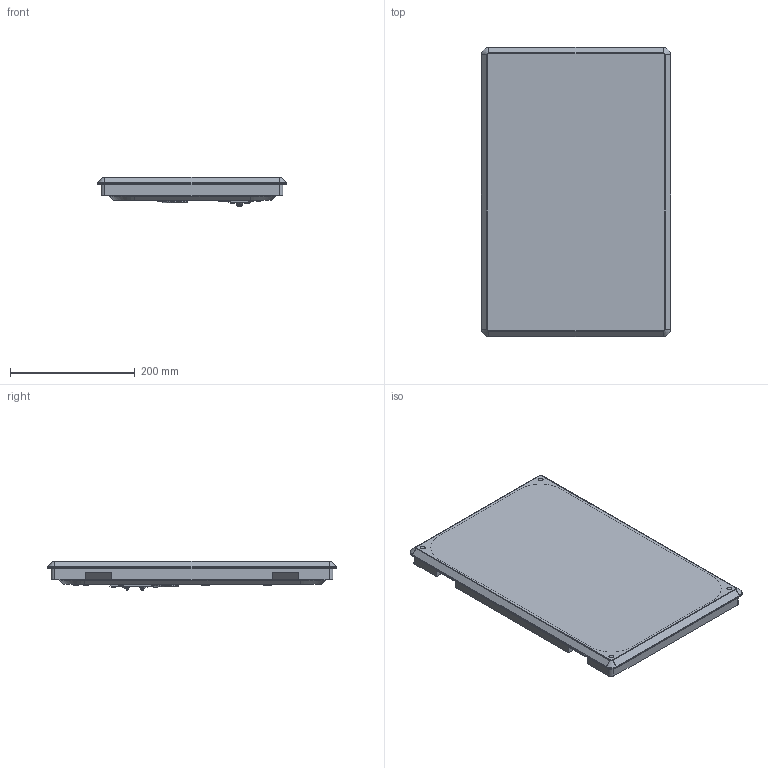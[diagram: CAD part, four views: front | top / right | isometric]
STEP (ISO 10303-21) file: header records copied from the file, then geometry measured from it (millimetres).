
FILE_DESCRIPTION (( 'STEP AP214' ), '1' );
FILE_NAME ('AGILERA PS.STEP', '2024-08-14T06:56:11', ( '' ), ( '' ), 'SwSTEP 2.0', 'SolidWorks 2024', '' );
FILE_SCHEMA (( 'AUTOMOTIVE_DESIGN' ));
Length unit declared in the file: millimetre
Products named in the file (15): задник; мембрана; винт мебельный 6_25; резьбовая вставка; Терминал WTB-O60N; Крышка Коннектора; ткань; AGILERA PS; hex tapping screws_iso_Tapping Screw ISO 14585 - ST3.5 x 9.5-C-N; 1Экс Низ.; гриль; кольцо стеклотекст; hex socket head screws_iso_ISO 14586 - ST3.5 x 22-C-N; корпус мембраны; резьбовая заклепка
Assembly tree (43 placements, depth 2):
  AGILERA PS
    задник
    корпус мембраны
    мембрана
    Крышка Коннектора
    1Экс Низ.
    Терминал WTB-O60N
    резьбовая заклепка  x4
    hex tapping screws_iso_Tapping Screw ISO 14585 - ST3.5 x 9.5-C-N  x18
    кольцо стеклотекст
    hex socket head screws_iso_ISO 14586 - ST3.5 x 22-C-N  x4
    гриль
    резьбовая вставка  x4
    ткань
    винт мебельный 6_25  x4
Bounding box: 303 x 463 x 47.49 mm (x, y, z)
Volume: 1827347.7 mm3; surface area: 1162433.3 mm2
Topology: 44 solids, 45 shells, 1840 faces, 4208 edges, 2519 vertices
Faces by surface type: plane 771, cylinder 606, cone 283, torus 100, bspline 44, sphere 36
Entity records: 33456 total; most frequent: DIRECTION 6125, CARTESIAN_POINT 5687, ORIENTED_EDGE 5368, EDGE_CURVE 2684, AXIS2_PLACEMENT_3D 2329, VERTEX_POINT 1675, VECTOR 1467, LINE 1467
